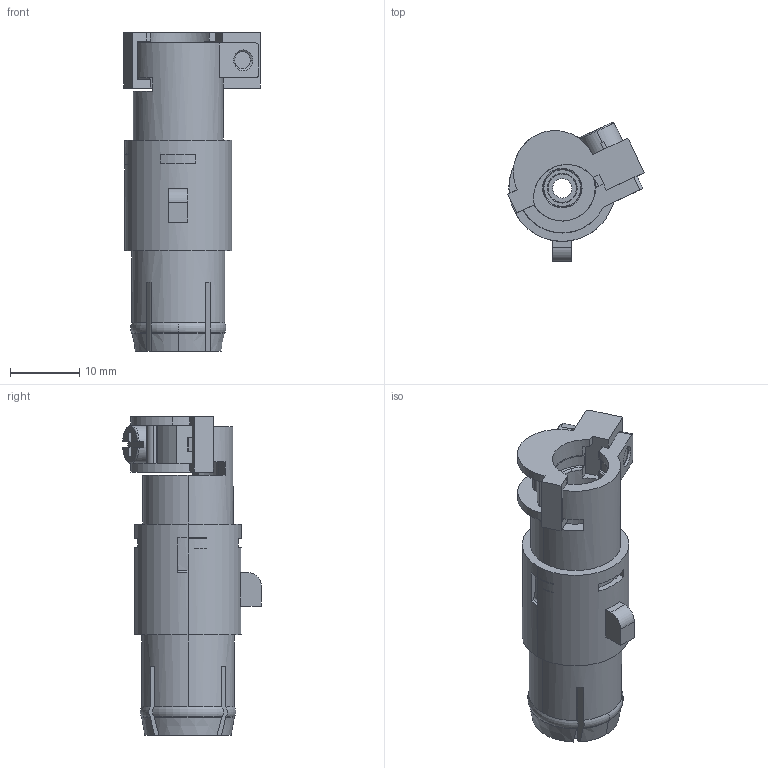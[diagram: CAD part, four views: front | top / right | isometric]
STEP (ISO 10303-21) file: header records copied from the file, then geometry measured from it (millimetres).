
FILE_DESCRIPTION(('CoCreate Modeling STEP Export'),'2;1');
FILE_NAME('CX 01 BCF.stp','2010-02-08T14:54:09',(''),(''),'CoCreate Modeling STEP processor for AP214 (Solid Model)','CoCreate Modeling 16.00A 16-Aug-2008 (C) Parametric Technology GmbH','');
FILE_SCHEMA(('AUTOMOTIVE_DESIGN { 1 0 10303 214 1 1 1 1 }'));
Length unit declared in the file: millimetre
Products named in the file (2): CX_01_BCF
Assembly tree (1 placements, depth 2):
  CX_01_BCF
    CX_01_BCF
Bounding box: 19.66 x 20.05 x 46 mm (x, y, z)
Volume: 4960 mm3; surface area: 6276.4 mm2
Topology: 1 solids, 4 shells, 264 faces, 719 edges, 474 vertices
Faces by surface type: plane 127, cylinder 83, torus 37, cone 13, sphere 2, bspline 2
Entity records: 11226 total; most frequent: CARTESIAN_POINT 3173, ORIENTED_EDGE 1438, DIRECTION 1024, EDGE_CURVE 719, VERTEX_POINT 474, AXIS2_PLACEMENT_3D 346, VECTOR 332, LINE 332
